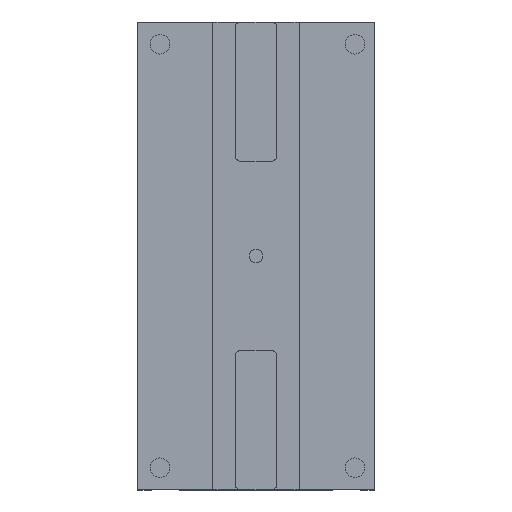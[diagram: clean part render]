
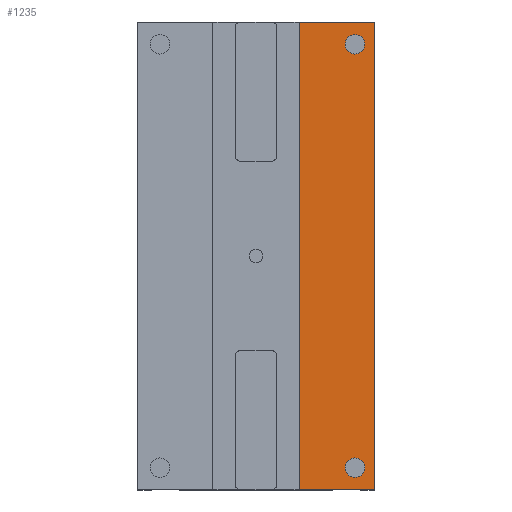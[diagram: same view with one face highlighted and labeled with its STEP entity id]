
A CAD part, top view. The second image highlights one B-rep face of the part: STEP entity #1235.
In plain terms, the highlighted planar face has unit normal (0, 0, 1).
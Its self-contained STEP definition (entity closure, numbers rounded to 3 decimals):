
#1040=CARTESIAN_POINT('',(121.5,28.,2.));
#1041=VERTEX_POINT('',#1040);
#1051=CARTESIAN_POINT('',(114.5,28.,2.));
#1052=VERTEX_POINT('',#1051);
#1053=CARTESIAN_POINT('',(118.,28.,2.));
#1054=DIRECTION('',(0.,0.,-1.));
#1055=DIRECTION('',(-1.,0.,0.));
#1056=AXIS2_PLACEMENT_3D('',#1053,#1054,#1055);
#1057=CIRCLE('',#1056,3.5);
#1058=EDGE_CURVE('',#1052,#1041,#1057,.T.);
#1060=CARTESIAN_POINT('',(118.,28.,2.));
#1061=DIRECTION('',(0.,0.,-1.));
#1062=DIRECTION('',(-1.,0.,0.));
#1063=AXIS2_PLACEMENT_3D('',#1060,#1061,#1062);
#1064=CIRCLE('',#1063,3.5);
#1065=EDGE_CURVE('',#1041,#1052,#1064,.T.);
#1090=CARTESIAN_POINT('',(125.,20.,2.));
#1091=VERTEX_POINT('',#1090);
#1098=CARTESIAN_POINT('',(98.,20.,2.));
#1099=VERTEX_POINT('',#1098);
#1100=CARTESIAN_POINT('',(98.,20.,2.));
#1101=DIRECTION('',(1.,0.,-0.));
#1102=VECTOR('',#1101,27.);
#1103=LINE('',#1100,#1102);
#1104=EDGE_CURVE('',#1099,#1091,#1103,.T.);
#1181=CARTESIAN_POINT('',(111.5,104.,2.));
#1182=DIRECTION('',(0.,-0.,1.));
#1183=DIRECTION('',(-1.,0.,0.));
#1184=AXIS2_PLACEMENT_3D('',#1181,#1182,#1183);
#1185=PLANE('',#1184);
#1186=CARTESIAN_POINT('',(125.,188.,2.));
#1187=VERTEX_POINT('',#1186);
#1188=CARTESIAN_POINT('',(125.,20.,2.));
#1189=DIRECTION('',(0.,1.,0.));
#1190=VECTOR('',#1189,168.);
#1191=LINE('',#1188,#1190);
#1192=EDGE_CURVE('',#1091,#1187,#1191,.T.);
#1193=ORIENTED_EDGE('',*,*,#1192,.T.);
#1194=CARTESIAN_POINT('',(98.,188.,2.));
#1195=VERTEX_POINT('',#1194);
#1196=CARTESIAN_POINT('',(98.,188.,2.));
#1197=DIRECTION('',(1.,0.,-0.));
#1198=VECTOR('',#1197,27.);
#1199=LINE('',#1196,#1198);
#1200=EDGE_CURVE('',#1195,#1187,#1199,.T.);
#1201=ORIENTED_EDGE('',*,*,#1200,.F.);
#1202=CARTESIAN_POINT('',(98.,20.,2.));
#1203=DIRECTION('',(0.,1.,0.));
#1204=VECTOR('',#1203,168.);
#1205=LINE('',#1202,#1204);
#1206=EDGE_CURVE('',#1099,#1195,#1205,.T.);
#1207=ORIENTED_EDGE('',*,*,#1206,.F.);
#1208=ORIENTED_EDGE('',*,*,#1104,.T.);
#1209=EDGE_LOOP('',(#1193,#1201,#1207,#1208));
#1210=FACE_BOUND('',#1209,.T.);
#1211=ORIENTED_EDGE('',*,*,#1058,.T.);
#1212=ORIENTED_EDGE('',*,*,#1065,.T.);
#1213=EDGE_LOOP('',(#1211,#1212));
#1214=FACE_BOUND('',#1213,.T.);
#1215=CARTESIAN_POINT('',(121.5,180.,2.));
#1216=VERTEX_POINT('',#1215);
#1217=CARTESIAN_POINT('',(114.5,180.,2.));
#1218=VERTEX_POINT('',#1217);
#1219=CARTESIAN_POINT('',(118.,180.,2.));
#1220=DIRECTION('',(0.,-0.,1.));
#1221=DIRECTION('',(-1.,0.,0.));
#1222=AXIS2_PLACEMENT_3D('',#1219,#1220,#1221);
#1223=CIRCLE('',#1222,3.5);
#1224=EDGE_CURVE('',#1216,#1218,#1223,.T.);
#1225=ORIENTED_EDGE('',*,*,#1224,.F.);
#1226=CARTESIAN_POINT('',(118.,180.,2.));
#1227=DIRECTION('',(0.,-0.,1.));
#1228=DIRECTION('',(-1.,0.,0.));
#1229=AXIS2_PLACEMENT_3D('',#1226,#1227,#1228);
#1230=CIRCLE('',#1229,3.5);
#1231=EDGE_CURVE('',#1218,#1216,#1230,.T.);
#1232=ORIENTED_EDGE('',*,*,#1231,.F.);
#1233=EDGE_LOOP('',(#1225,#1232));
#1234=FACE_BOUND('',#1233,.T.);
#1235=ADVANCED_FACE('',(#1210,#1214,#1234),#1185,.T.);
